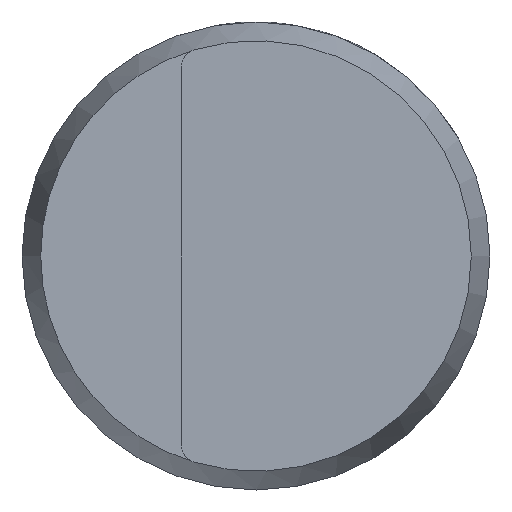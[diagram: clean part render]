
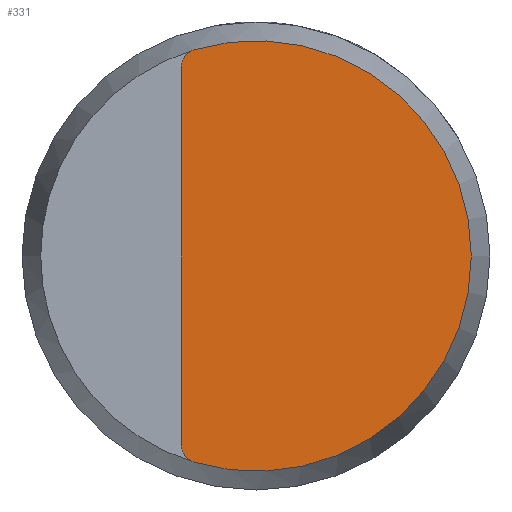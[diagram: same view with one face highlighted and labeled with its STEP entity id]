
A CAD part, front view. The second image highlights one B-rep face of the part: STEP entity #331.
In plain terms, the highlighted planar face has unit normal (0, -1, 0).
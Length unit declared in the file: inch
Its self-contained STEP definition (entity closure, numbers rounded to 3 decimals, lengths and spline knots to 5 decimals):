
#26=PLANE('',#369);
#38=FACE_OUTER_BOUND('',#60,.T.);
#60=EDGE_LOOP('',(#234,#235,#236,#237));
#86=LINE('',#532,#107);
#107=VECTOR('',#421,0.3937);
#126=CIRCLE('',#366,0.02);
#128=CIRCLE('',#370,0.23);
#129=CIRCLE('',#371,0.02);
#148=VERTEX_POINT('',#522);
#149=VERTEX_POINT('',#523);
#152=VERTEX_POINT('',#531);
#154=VERTEX_POINT('',#537);
#179=EDGE_CURVE('',#148,#149,#126,.T.);
#183=EDGE_CURVE('',#152,#149,#86,.T.);
#186=EDGE_CURVE('',#148,#154,#128,.T.);
#187=EDGE_CURVE('',#152,#154,#129,.T.);
#234=ORIENTED_EDGE('',*,*,#179,.F.);
#235=ORIENTED_EDGE('',*,*,#186,.T.);
#236=ORIENTED_EDGE('',*,*,#187,.F.);
#237=ORIENTED_EDGE('',*,*,#183,.T.);
#331=ADVANCED_FACE('',(#38),#26,.T.);
#366=AXIS2_PLACEMENT_3D('',#524,#413,#414);
#369=AXIS2_PLACEMENT_3D('',#536,#424,#425);
#370=AXIS2_PLACEMENT_3D('',#538,#426,#427);
#371=AXIS2_PLACEMENT_3D('',#539,#428,#429);
#413=DIRECTION('center_axis',(0.,1.,0.));
#414=DIRECTION('ref_axis',(-0.802,0.,-0.598));
#421=DIRECTION('',(0.,0.,-1.));
#424=DIRECTION('center_axis',(0.,-1.,0.));
#425=DIRECTION('ref_axis',(1.,0.,0.));
#426=DIRECTION('center_axis',(0.,-1.,0.));
#427=DIRECTION('ref_axis',(1.,0.,0.));
#428=DIRECTION('center_axis',(0.,1.,0.));
#429=DIRECTION('ref_axis',(-0.802,0.,0.598));
#522=CARTESIAN_POINT('',(-0.06571,-0.25,-0.22041));
#523=CARTESIAN_POINT('',(-0.08,-0.25,-0.20125));
#524=CARTESIAN_POINT('Origin',(-0.06,-0.25,-0.20125));
#531=CARTESIAN_POINT('',(-0.08,-0.25,0.20125));
#532=CARTESIAN_POINT('',(-0.08,-0.25,-0.21564));
#536=CARTESIAN_POINT('Origin',(0.075,-0.25,0.));
#537=CARTESIAN_POINT('',(-0.06571,-0.25,0.22041));
#538=CARTESIAN_POINT('Origin',(0.,-0.25,0.));
#539=CARTESIAN_POINT('Origin',(-0.06,-0.25,0.20125));
